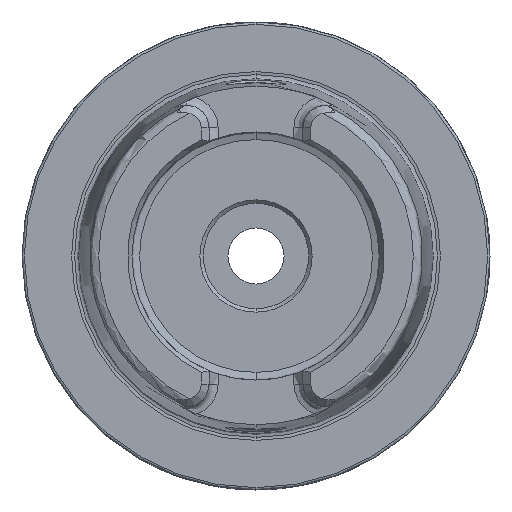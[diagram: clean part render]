
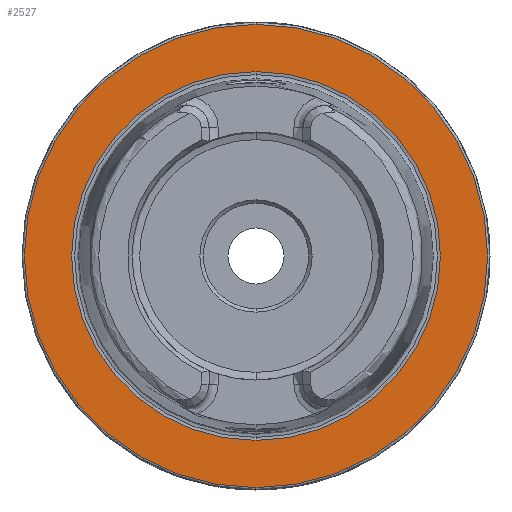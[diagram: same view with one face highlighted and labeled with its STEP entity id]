
A CAD part, left-side view. The second image highlights one B-rep face of the part: STEP entity #2527.
In plain terms, the highlighted planar face has unit normal (-1, 0, 0).
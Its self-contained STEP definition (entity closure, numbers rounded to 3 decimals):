
#609 = CARTESIAN_POINT ( 'NONE',  ( 0., 0., 0. ) ) ;
#610 = DIRECTION ( 'NONE',  ( -1., 0., 0. ) ) ;
#611 = DIRECTION ( 'NONE',  ( 0., 0., 1. ) ) ;
#1685 = EDGE_LOOP ( 'NONE', ( #6804, #6805 ) ) ;
#1686 = EDGE_LOOP ( 'NONE', ( #6802, #6803 ) ) ;
#1870 = EDGE_CURVE ( 'NONE', #3429, #3465, #6973, .T. ) ;
#2172 = EDGE_CURVE ( 'NONE', #3465, #3429, #4853, .T. ) ;
#2173 = EDGE_CURVE ( 'NONE', #3540, #3539, #4854, .T. ) ;
#2308 = AXIS2_PLACEMENT_3D ( 'NONE', #609, #610, #611 ) ;
#2527 = ADVANCED_FACE ( 'NONE', ( #5287, #5288 ), #7865, .F. ) ;
#3429 = VERTEX_POINT ( 'NONE', #8420 ) ;
#3465 = VERTEX_POINT ( 'NONE', #8452 ) ;
#3539 = VERTEX_POINT ( 'NONE', #8515 ) ;
#3540 = VERTEX_POINT ( 'NONE', #8516 ) ;
#3880 = AXIS2_PLACEMENT_3D ( 'NONE', #9666, #9667, #9668 ) ;
#3881 = AXIS2_PLACEMENT_3D ( 'NONE', #9669, #9670, #9671 ) ;
#4067 = AXIS2_PLACEMENT_3D ( 'NONE', #7866, #7867, #7868 ) ;
#4200 = AXIS2_PLACEMENT_3D ( 'NONE', #5492, #5493, #5494 ) ;
#4451 = CIRCLE ( 'NONE', #4200, 49.5 ) ;
#4853 = CIRCLE ( 'NONE', #3880, 39.405 ) ;
#4854 = CIRCLE ( 'NONE', #3881, 49.5 ) ;
#5287 = FACE_BOUND ( 'NONE', #1686, .T. ) ;
#5288 = FACE_OUTER_BOUND ( 'NONE', #1685, .T. ) ;
#5492 = CARTESIAN_POINT ( 'NONE',  ( 0., 0., 0. ) ) ;
#5493 = DIRECTION ( 'NONE',  ( -1., 0., 0. ) ) ;
#5494 = DIRECTION ( 'NONE',  ( 0., 0., 1. ) ) ;
#6802 = ORIENTED_EDGE ( 'NONE', *, *, #2172, .F. ) ;
#6803 = ORIENTED_EDGE ( 'NONE', *, *, #1870, .F. ) ;
#6804 = ORIENTED_EDGE ( 'NONE', *, *, #8652, .T. ) ;
#6805 = ORIENTED_EDGE ( 'NONE', *, *, #2173, .T. ) ;
#6973 = CIRCLE ( 'NONE', #2308, 39.405 ) ;
#7865 = PLANE ( 'NONE',  #4067 ) ;
#7866 = CARTESIAN_POINT ( 'NONE',  ( 0., 49.5, 0. ) ) ;
#7867 = DIRECTION ( 'NONE',  ( 1., 0., 0. ) ) ;
#7868 = DIRECTION ( 'NONE',  ( 0., 0., -1. ) ) ;
#8420 = CARTESIAN_POINT ( 'NONE',  ( 0., 0., -39.405 ) ) ;
#8452 = CARTESIAN_POINT ( 'NONE',  ( 0., 0., 39.405 ) ) ;
#8515 = CARTESIAN_POINT ( 'NONE',  ( 0., 0., 49.5 ) ) ;
#8516 = CARTESIAN_POINT ( 'NONE',  ( 0., 0., -49.5 ) ) ;
#8652 = EDGE_CURVE ( 'NONE', #3539, #3540, #4451, .T. ) ;
#9666 = CARTESIAN_POINT ( 'NONE',  ( 0., 0., 0. ) ) ;
#9667 = DIRECTION ( 'NONE',  ( -1., 0., 0. ) ) ;
#9668 = DIRECTION ( 'NONE',  ( 0., 0., 1. ) ) ;
#9669 = CARTESIAN_POINT ( 'NONE',  ( 0., 0., 0. ) ) ;
#9670 = DIRECTION ( 'NONE',  ( -1., 0., 0. ) ) ;
#9671 = DIRECTION ( 'NONE',  ( 0., 0., 1. ) ) ;
